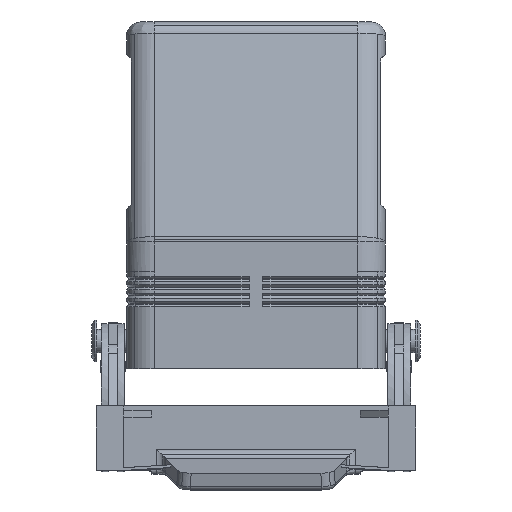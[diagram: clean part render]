
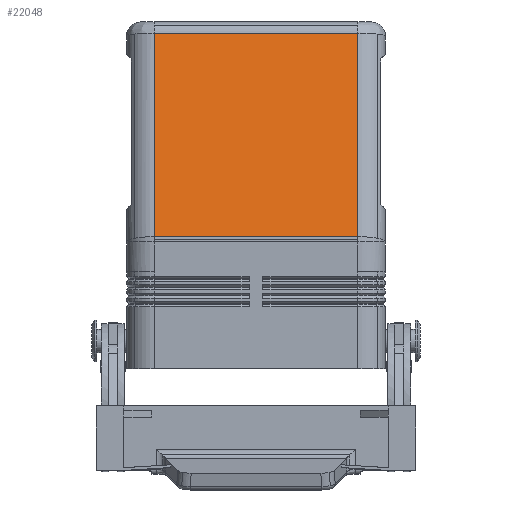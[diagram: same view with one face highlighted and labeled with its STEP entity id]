
A CAD part, left-side view. The second image highlights one B-rep face of the part: STEP entity #22048.
In plain terms, the highlighted planar face has unit normal (-0.982, 0, 0.188).
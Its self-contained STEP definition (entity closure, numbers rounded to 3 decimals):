
#4182=CARTESIAN_POINT('',(-32.466,22.,72.564));
#4183=VERTEX_POINT('',#4182);
#4191=CARTESIAN_POINT('',(-32.466,-22.,72.564));
#4192=VERTEX_POINT('',#4191);
#4193=CARTESIAN_POINT('',(-32.466,22.,72.564));
#4194=DIRECTION('',(0.0,-1.0,0.0));
#4195=VECTOR('',#4194,44.0);
#4196=LINE('',#4193,#4195);
#4197=EDGE_CURVE('',#4183,#4192,#4196,.T.);
#20958=CARTESIAN_POINT('',(-40.893,-22.,28.559));
#20959=VERTEX_POINT('',#20958);
#20993=CARTESIAN_POINT('',(-40.893,22.,28.559));
#20994=VERTEX_POINT('',#20993);
#20995=CARTESIAN_POINT('',(-40.893,-22.,28.559));
#20996=DIRECTION('',(0.0,1.0,0.0));
#20997=VECTOR('',#20996,44.0);
#20998=LINE('',#20995,#20997);
#20999=EDGE_CURVE('',#20959,#20994,#20998,.T.);
#21120=CARTESIAN_POINT('',(-32.466,-22.,72.564));
#21121=DIRECTION('',(-0.188,0.0,-0.982));
#21122=VECTOR('',#21121,44.805);
#21123=LINE('',#21120,#21122);
#21124=EDGE_CURVE('',#4192,#20959,#21123,.T.);
#21514=CARTESIAN_POINT('',(-40.893,22.,28.559));
#21515=DIRECTION('',(0.188,0.0,0.982));
#21516=VECTOR('',#21515,44.805);
#21517=LINE('',#21514,#21516);
#21518=EDGE_CURVE('',#20994,#4183,#21517,.T.);
#22037=CARTESIAN_POINT('',(-32.0,0.0,75.0));
#22038=DIRECTION('',(-0.982,0.0,0.188));
#22039=DIRECTION('',(0.188,0.0,0.982));
#22040=AXIS2_PLACEMENT_3D('',#22037,#22038,#22039);
#22041=PLANE('',#22040);
#22042=ORIENTED_EDGE('',*,*,#20999,.F.);
#22043=ORIENTED_EDGE('',*,*,#21124,.F.);
#22044=ORIENTED_EDGE('',*,*,#4197,.F.);
#22045=ORIENTED_EDGE('',*,*,#21518,.F.);
#22046=EDGE_LOOP('',(#22042,#22043,#22044,#22045));
#22047=FACE_OUTER_BOUND('',#22046,.T.);
#22048=ADVANCED_FACE('',(#22047),#22041,.T.);
